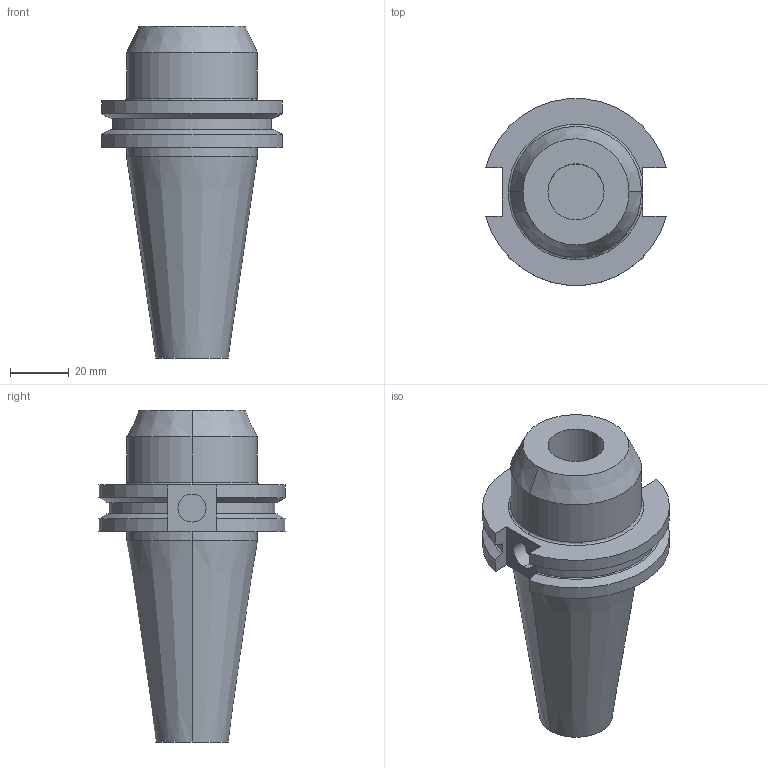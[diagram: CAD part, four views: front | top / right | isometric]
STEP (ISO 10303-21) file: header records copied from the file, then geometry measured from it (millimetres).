
FILE_DESCRIPTION (( 'STEP AP203' ), '1' );
FILE_NAME ('STP-S2-22921-1.75.STEP', '2020-07-01T00:40:21', ( '' ), ( '' ), 'SwSTEP 2.0', 'SolidWorks 2017', '' );
FILE_SCHEMA (( 'CONFIG_CONTROL_DESIGN' ));
Length unit declared in the file: millimetre
Products named in the file (1): STP-S2-22921-1.75
Bounding box: 61.35 x 63.26 x 112.7 mm (x, y, z)
Volume: 128956.1 mm3; surface area: 24780.2 mm2
Topology: 1 solids, 1 shells, 50 faces, 121 edges, 77 vertices
Faces by surface type: cylinder 20, plane 18, cone 10, torus 2
Entity records: 1552 total; most frequent: CARTESIAN_POINT 283, DIRECTION 263, ORIENTED_EDGE 238, EDGE_CURVE 119, AXIS2_PLACEMENT_3D 103, VERTEX_POINT 77, LINE 57, VECTOR 57
